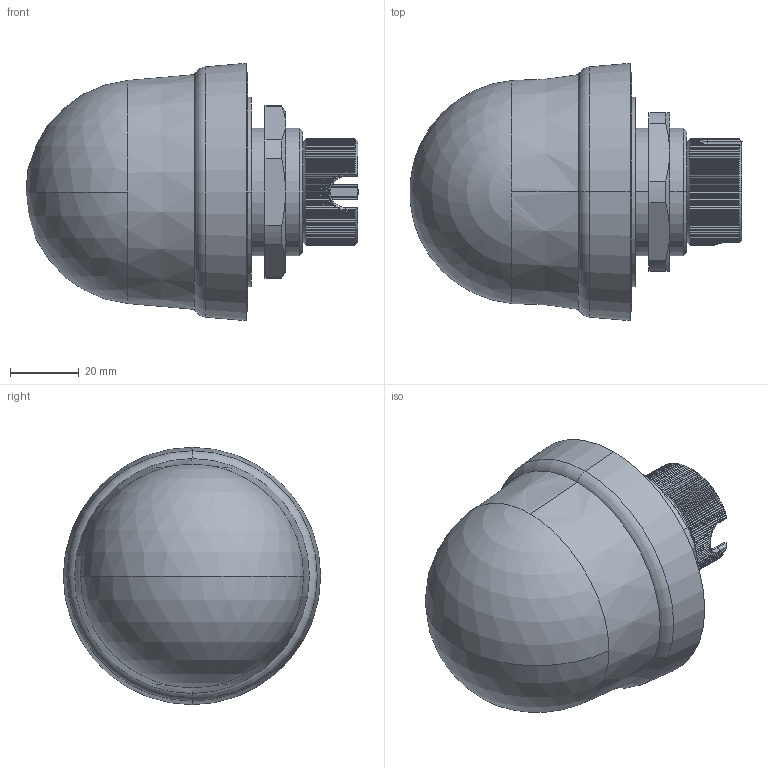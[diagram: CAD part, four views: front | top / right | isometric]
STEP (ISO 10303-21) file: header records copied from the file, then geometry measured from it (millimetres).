
FILE_DESCRIPTION (( 'STEP AP203' ), '1' );
FILE_NAME ('81610055.step', '2020-06-09T14:43:12', ( '' ), ( '' ), 'SwSTEP 2.0', 'SolidWorks 2019', '' );
FILE_SCHEMA (( 'CONFIG_CONTROL_DESIGN' ));
Length unit declared in the file: inch
Products named in the file (1): 81610055
Bounding box: 96.38 x 74.7 x 74.7 mm (x, y, z)
Volume: 202553.4 mm3; surface area: 37861.2 mm2
Topology: 3 solids, 3 shells, 560 faces, 1619 edges, 1070 vertices
Faces by surface type: plane 432, cylinder 80, cone 31, bspline 11, torus 4, sphere 2
Entity records: 20979 total; most frequent: CARTESIAN_POINT 7353, ORIENTED_EDGE 3234, DIRECTION 2242, EDGE_CURVE 1617, VERTEX_POINT 1070, AXIS2_PLACEMENT_3D 759, VECTOR 724, LINE 724
